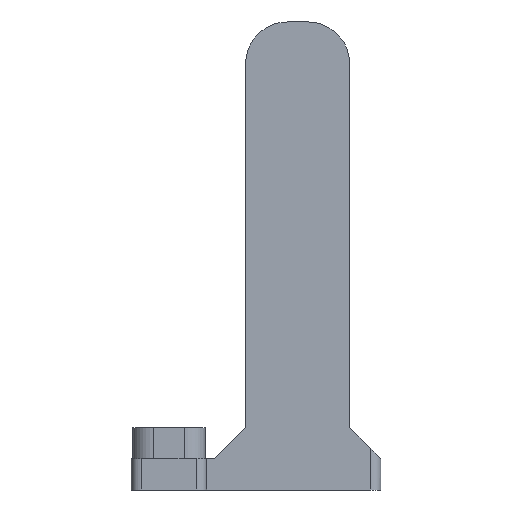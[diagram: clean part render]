
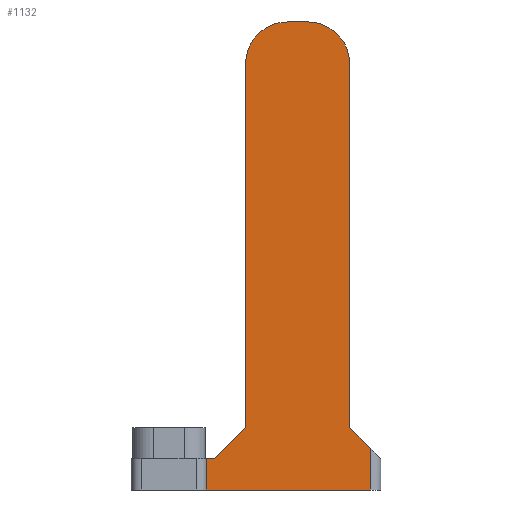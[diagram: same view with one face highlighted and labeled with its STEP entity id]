
A CAD part, left-side view. The second image highlights one B-rep face of the part: STEP entity #1132.
In plain terms, the highlighted planar face has unit normal (-1, 0, 0).
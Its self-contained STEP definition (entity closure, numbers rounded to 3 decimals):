
#36=PLANE('',#1231);
#97=FACE_OUTER_BOUND('',#164,.T.);
#164=EDGE_LOOP('',(#858,#859,#860,#861,#862,#863,#864,#865,#866,#867,#868));
#218=LINE('',#1705,#341);
#229=LINE('',#1733,#352);
#236=LINE('',#1759,#359);
#242=LINE('',#1773,#365);
#249=LINE('',#1794,#372);
#251=LINE('',#1798,#374);
#252=LINE('',#1799,#375);
#253=LINE('',#1801,#376);
#254=LINE('',#1802,#377);
#341=VECTOR('',#1327,10.);
#352=VECTOR('',#1350,10.);
#359=VECTOR('',#1373,10.);
#365=VECTOR('',#1387,10.);
#372=VECTOR('',#1408,10.);
#374=VECTOR('',#1412,10.);
#375=VECTOR('',#1413,10.);
#376=VECTOR('',#1414,10.);
#377=VECTOR('',#1415,10.);
#460=CIRCLE('',#1195,4.);
#464=CIRCLE('',#1204,4.);
#493=VERTEX_POINT('',#1630);
#494=VERTEX_POINT('',#1631);
#501=VERTEX_POINT('',#1699);
#502=VERTEX_POINT('',#1700);
#512=VERTEX_POINT('',#1730);
#513=VERTEX_POINT('',#1732);
#524=VERTEX_POINT('',#1758);
#528=VERTEX_POINT('',#1772);
#535=VERTEX_POINT('',#1792);
#536=VERTEX_POINT('',#1797);
#537=VERTEX_POINT('',#1800);
#601=EDGE_CURVE('',#493,#494,#460,.T.);
#611=EDGE_CURVE('',#501,#502,#464,.T.);
#614=EDGE_CURVE('',#502,#493,#218,.T.);
#627=EDGE_CURVE('',#512,#513,#229,.T.);
#640=EDGE_CURVE('',#513,#524,#236,.T.);
#647=EDGE_CURVE('',#524,#528,#242,.T.);
#658=EDGE_CURVE('',#535,#512,#249,.T.);
#660=EDGE_CURVE('',#536,#501,#251,.T.);
#661=EDGE_CURVE('',#528,#536,#252,.T.);
#662=EDGE_CURVE('',#537,#535,#253,.T.);
#663=EDGE_CURVE('',#537,#494,#254,.T.);
#858=ORIENTED_EDGE('',*,*,#601,.F.);
#859=ORIENTED_EDGE('',*,*,#614,.F.);
#860=ORIENTED_EDGE('',*,*,#611,.F.);
#861=ORIENTED_EDGE('',*,*,#660,.F.);
#862=ORIENTED_EDGE('',*,*,#661,.F.);
#863=ORIENTED_EDGE('',*,*,#647,.F.);
#864=ORIENTED_EDGE('',*,*,#640,.F.);
#865=ORIENTED_EDGE('',*,*,#627,.F.);
#866=ORIENTED_EDGE('',*,*,#658,.F.);
#867=ORIENTED_EDGE('',*,*,#662,.F.);
#868=ORIENTED_EDGE('',*,*,#663,.T.);
#1132=ADVANCED_FACE('',(#97),#36,.T.);
#1195=AXIS2_PLACEMENT_3D('',#1632,#1301,#1302);
#1204=AXIS2_PLACEMENT_3D('',#1701,#1321,#1322);
#1231=AXIS2_PLACEMENT_3D('',#1796,#1410,#1411);
#1301=DIRECTION('center_axis',(1.,0.,0.));
#1302=DIRECTION('ref_axis',(0.,-0.707,0.707));
#1321=DIRECTION('center_axis',(1.,0.,0.));
#1322=DIRECTION('ref_axis',(0.,0.707,0.707));
#1327=DIRECTION('',(0.,-1.,0.));
#1350=DIRECTION('',(0.,1.,0.));
#1373=DIRECTION('',(0.,0.,1.));
#1387=DIRECTION('',(0.,-1.,0.));
#1408=DIRECTION('',(0.,0.,-1.));
#1410=DIRECTION('center_axis',(-1.,0.,0.));
#1411=DIRECTION('ref_axis',(0.,-1.,0.));
#1412=DIRECTION('',(0.,0.,1.));
#1413=DIRECTION('',(0.,-0.707,0.707));
#1414=DIRECTION('',(0.,-0.707,-0.707));
#1415=DIRECTION('',(0.,0.,1.));
#1630=CARTESIAN_POINT('',(11.5,-1.,45.));
#1631=CARTESIAN_POINT('',(11.5,-5.,41.));
#1632=CARTESIAN_POINT('Origin',(11.5,-1.,41.));
#1699=CARTESIAN_POINT('',(11.5,5.,41.));
#1700=CARTESIAN_POINT('',(11.5,1.,45.));
#1701=CARTESIAN_POINT('Origin',(11.5,1.,41.));
#1705=CARTESIAN_POINT('',(11.5,5.,45.));
#1730=CARTESIAN_POINT('',(11.5,-7.,0.));
#1732=CARTESIAN_POINT('',(11.5,8.75,0.));
#1733=CARTESIAN_POINT('',(11.5,-8.,0.));
#1758=CARTESIAN_POINT('',(11.5,8.75,3.));
#1759=CARTESIAN_POINT('',(11.5,8.75,0.));
#1772=CARTESIAN_POINT('',(11.5,8.,3.));
#1773=CARTESIAN_POINT('',(11.5,-8.,3.));
#1792=CARTESIAN_POINT('',(11.5,-7.,4.));
#1794=CARTESIAN_POINT('',(11.5,-7.,0.));
#1796=CARTESIAN_POINT('Origin',(11.5,8.75,0.));
#1797=CARTESIAN_POINT('',(11.5,5.,6.));
#1798=CARTESIAN_POINT('',(11.5,5.,0.));
#1799=CARTESIAN_POINT('',(11.5,8.375,2.625));
#1800=CARTESIAN_POINT('',(11.5,-5.,6.));
#1801=CARTESIAN_POINT('',(11.5,-3.813,7.188));
#1802=CARTESIAN_POINT('',(11.5,-5.,0.));
